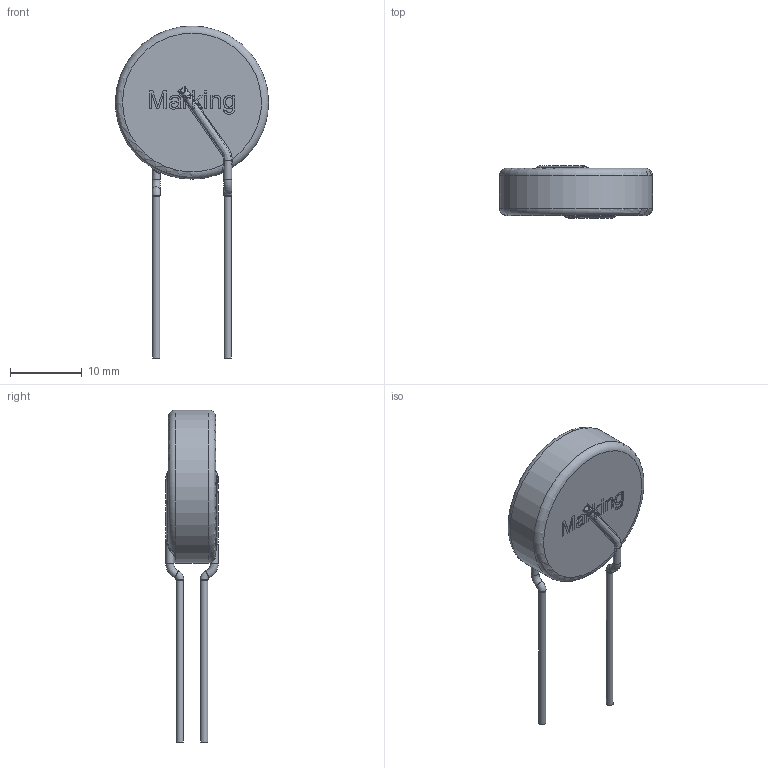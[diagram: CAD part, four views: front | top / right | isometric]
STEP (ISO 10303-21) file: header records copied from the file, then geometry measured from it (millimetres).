
FILE_DESCRIPTION(/* description */ ('Unknown'),/* implementation_level */ '2;1');
FILE_NAME(/* name */ '820525511',/* time_stamp */ '2018-10-05T13:13:04+02:00',/* author */ ('Unknown'),/* organization */ ('Unknown'),/* preprocessor_version */ 'ST-DEVELOPER v16.7',/* originating_system */ 'DEX',/* authorisation */ $);
FILE_SCHEMA (('AUTOMOTIVE_DESIGN {1 0 10303 214 3 1 1}'));
Length unit declared in the file: millimetre
Products named in the file (1): 820525511
Bounding box: 21.4 x 7.3 x 46.4 mm (x, y, z)
Volume: 2396.4 mm3; surface area: 1285.4 mm2
Topology: 5 solids, 5 shells, 174 faces, 460 edges, 301 vertices
Faces by surface type: bspline 78, plane 78, cylinder 10, torus 8
Full cylindrical faces by diameter (mm): 1 x2, 1.1 x2, 21.4 x1
Entity records: 10296 total; most frequent: CARTESIAN_POINT 5632, ORIENTED_EDGE 856, EDGE_CURVE 428, DIRECTION 416, VERTEX_POINT 289, B_SPLINE_CURVE_WITH_KNOTS 238, EDGE_LOOP 199, FACE_BOUND 199
